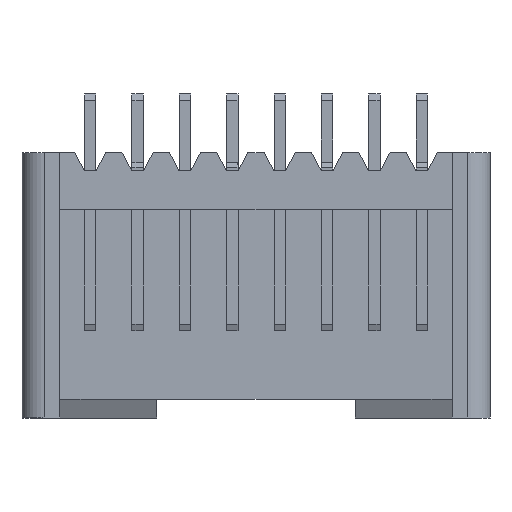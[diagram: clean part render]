
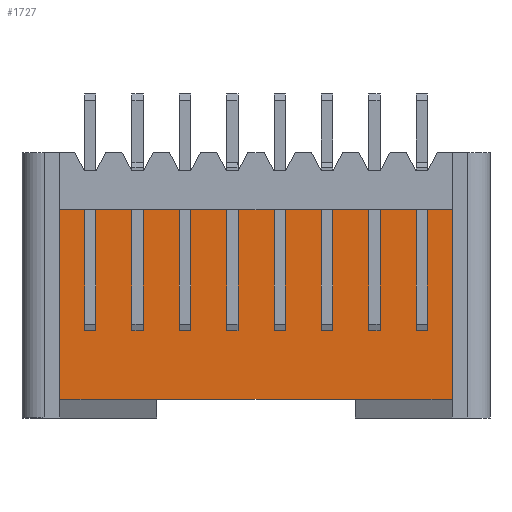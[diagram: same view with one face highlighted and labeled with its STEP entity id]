
A CAD part, front view. The second image highlights one B-rep face of the part: STEP entity #1727.
In plain terms, the highlighted planar face has unit normal (0, -1, 0).
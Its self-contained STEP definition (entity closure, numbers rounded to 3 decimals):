
#1467=CARTESIAN_POINT('',(7.1,6.5,-13.));
#1468=VERTEX_POINT('',#1467);
#1498=CARTESIAN_POINT('',(17.6,6.5,-13.));
#1499=VERTEX_POINT('',#1498);
#1500=CARTESIAN_POINT('',(17.6,6.5,-13.));
#1501=DIRECTION('',(-1.,0.,0.));
#1502=VECTOR('',#1501,10.5);
#1503=LINE('',#1500,#1502);
#1504=EDGE_CURVE('',#1499,#1468,#1503,.T.);
#1555=CARTESIAN_POINT('',(23.074,6.5,-13.));
#1556=VERTEX_POINT('',#1555);
#1563=CARTESIAN_POINT('',(23.074,6.5,-13.));
#1564=DIRECTION('',(-1.,0.,0.));
#1565=VECTOR('',#1564,5.474);
#1566=LINE('',#1563,#1565);
#1567=EDGE_CURVE('',#1556,#1499,#1566,.T.);
#1572=CARTESIAN_POINT('',(12.35,6.5,-7.));
#1573=DIRECTION('',(1.,0.,0.));
#1574=DIRECTION('',(0.,-1.,0.));
#1575=AXIS2_PLACEMENT_3D('',#1572,#1574,#1573);
#1576=PLANE('',#1575);
#1577=CARTESIAN_POINT('',(23.5,6.5,-13.178));
#1578=VERTEX_POINT('',#1577);
#1579=CARTESIAN_POINT('',(23.074,6.5,-13.));
#1580=CARTESIAN_POINT('',(23.155,6.5,-13.));
#1581=CARTESIAN_POINT('',(23.301,6.5,-13.046));
#1582=CARTESIAN_POINT('',(23.435,6.5,-13.129));
#1583=CARTESIAN_POINT('',(23.5,6.5,-13.178));
#1584=B_SPLINE_CURVE_WITH_KNOTS('',3,(#1579,#1580,#1581,#1582,#1583),.UNSPECIFIED.,.F.,.U.,(4,1,4),(0.,0.5,1.),.UNSPECIFIED.);
#1585=EDGE_CURVE('',#1556,#1578,#1584,.T.);
#1586=ORIENTED_EDGE('',*,*,#1585,.T.);
#1587=CARTESIAN_POINT('',(23.5,6.5,-2.));
#1588=VERTEX_POINT('',#1587);
#1589=CARTESIAN_POINT('',(23.5,6.5,-13.178));
#1590=DIRECTION('',(0.,0.,1.));
#1591=VECTOR('',#1590,11.178);
#1592=LINE('',#1589,#1591);
#1593=EDGE_CURVE('',#1578,#1588,#1592,.T.);
#1594=ORIENTED_EDGE('',*,*,#1593,.T.);
#1595=CARTESIAN_POINT('',(15.85,6.5,-2.));
#1596=VERTEX_POINT('',#1595);
#1597=CARTESIAN_POINT('',(23.5,6.5,-2.));
#1598=DIRECTION('',(-1.,0.,0.));
#1599=VECTOR('',#1598,7.65);
#1600=LINE('',#1597,#1599);
#1601=EDGE_CURVE('',#1588,#1596,#1600,.T.);
#1602=ORIENTED_EDGE('',*,*,#1601,.T.);
#1603=CARTESIAN_POINT('',(15.85,6.5,-2.5));
#1604=VERTEX_POINT('',#1603);
#1605=CARTESIAN_POINT('',(15.85,6.5,-2.));
#1606=DIRECTION('',(0.,0.,-1.));
#1607=VECTOR('',#1606,0.5);
#1608=LINE('',#1605,#1607);
#1609=EDGE_CURVE('',#1596,#1604,#1608,.T.);
#1610=ORIENTED_EDGE('',*,*,#1609,.T.);
#1611=CARTESIAN_POINT('',(14.85,6.5,-2.5));
#1612=VERTEX_POINT('',#1611);
#1613=CARTESIAN_POINT('',(15.85,6.5,-2.5));
#1614=DIRECTION('',(-1.,0.,0.));
#1615=VECTOR('',#1614,1.);
#1616=LINE('',#1613,#1615);
#1617=EDGE_CURVE('',#1604,#1612,#1616,.T.);
#1618=ORIENTED_EDGE('',*,*,#1617,.T.);
#1619=CARTESIAN_POINT('',(14.85,6.5,-2.));
#1620=VERTEX_POINT('',#1619);
#1621=CARTESIAN_POINT('',(14.85,6.5,-2.5));
#1622=DIRECTION('',(0.,0.,1.));
#1623=VECTOR('',#1622,0.5);
#1624=LINE('',#1621,#1623);
#1625=EDGE_CURVE('',#1612,#1620,#1624,.T.);
#1626=ORIENTED_EDGE('',*,*,#1625,.T.);
#1627=CARTESIAN_POINT('',(12.85,6.5,-2.));
#1628=VERTEX_POINT('',#1627);
#1629=CARTESIAN_POINT('',(14.85,6.5,-2.));
#1630=DIRECTION('',(-1.,0.,0.));
#1631=VECTOR('',#1630,2.);
#1632=LINE('',#1629,#1631);
#1633=EDGE_CURVE('',#1620,#1628,#1632,.T.);
#1634=ORIENTED_EDGE('',*,*,#1633,.T.);
#1635=CARTESIAN_POINT('',(12.85,6.5,-2.5));
#1636=VERTEX_POINT('',#1635);
#1637=CARTESIAN_POINT('',(12.85,6.5,-2.));
#1638=DIRECTION('',(0.,0.,-1.));
#1639=VECTOR('',#1638,0.5);
#1640=LINE('',#1637,#1639);
#1641=EDGE_CURVE('',#1628,#1636,#1640,.T.);
#1642=ORIENTED_EDGE('',*,*,#1641,.T.);
#1643=CARTESIAN_POINT('',(11.85,6.5,-2.5));
#1644=VERTEX_POINT('',#1643);
#1645=CARTESIAN_POINT('',(12.85,6.5,-2.5));
#1646=DIRECTION('',(-1.,0.,0.));
#1647=VECTOR('',#1646,1.);
#1648=LINE('',#1645,#1647);
#1649=EDGE_CURVE('',#1636,#1644,#1648,.T.);
#1650=ORIENTED_EDGE('',*,*,#1649,.T.);
#1651=CARTESIAN_POINT('',(11.85,6.5,-2.));
#1652=VERTEX_POINT('',#1651);
#1653=CARTESIAN_POINT('',(11.85,6.5,-2.5));
#1654=DIRECTION('',(0.,0.,1.));
#1655=VECTOR('',#1654,0.5);
#1656=LINE('',#1653,#1655);
#1657=EDGE_CURVE('',#1644,#1652,#1656,.T.);
#1658=ORIENTED_EDGE('',*,*,#1657,.T.);
#1659=CARTESIAN_POINT('',(9.85,6.5,-2.));
#1660=VERTEX_POINT('',#1659);
#1661=CARTESIAN_POINT('',(11.85,6.5,-2.));
#1662=DIRECTION('',(-1.,0.,0.));
#1663=VECTOR('',#1662,2.);
#1664=LINE('',#1661,#1663);
#1665=EDGE_CURVE('',#1652,#1660,#1664,.T.);
#1666=ORIENTED_EDGE('',*,*,#1665,.T.);
#1667=CARTESIAN_POINT('',(9.85,6.5,-2.5));
#1668=VERTEX_POINT('',#1667);
#1669=CARTESIAN_POINT('',(9.85,6.5,-2.));
#1670=DIRECTION('',(0.,0.,-1.));
#1671=VECTOR('',#1670,0.5);
#1672=LINE('',#1669,#1671);
#1673=EDGE_CURVE('',#1660,#1668,#1672,.T.);
#1674=ORIENTED_EDGE('',*,*,#1673,.T.);
#1675=CARTESIAN_POINT('',(8.85,6.5,-2.5));
#1676=VERTEX_POINT('',#1675);
#1677=CARTESIAN_POINT('',(9.85,6.5,-2.5));
#1678=DIRECTION('',(-1.,0.,0.));
#1679=VECTOR('',#1678,1.);
#1680=LINE('',#1677,#1679);
#1681=EDGE_CURVE('',#1668,#1676,#1680,.T.);
#1682=ORIENTED_EDGE('',*,*,#1681,.T.);
#1683=CARTESIAN_POINT('',(8.85,6.5,-2.));
#1684=VERTEX_POINT('',#1683);
#1685=CARTESIAN_POINT('',(8.85,6.5,-2.5));
#1686=DIRECTION('',(0.,0.,1.));
#1687=VECTOR('',#1686,0.5);
#1688=LINE('',#1685,#1687);
#1689=EDGE_CURVE('',#1676,#1684,#1688,.T.);
#1690=ORIENTED_EDGE('',*,*,#1689,.T.);
#1691=CARTESIAN_POINT('',(1.2,6.5,-2.));
#1692=VERTEX_POINT('',#1691);
#1693=CARTESIAN_POINT('',(8.85,6.5,-2.));
#1694=DIRECTION('',(-1.,0.,0.));
#1695=VECTOR('',#1694,7.65);
#1696=LINE('',#1693,#1695);
#1697=EDGE_CURVE('',#1684,#1692,#1696,.T.);
#1698=ORIENTED_EDGE('',*,*,#1697,.T.);
#1699=CARTESIAN_POINT('',(1.2,6.5,-13.178));
#1700=VERTEX_POINT('',#1699);
#1701=CARTESIAN_POINT('',(1.2,6.5,-2.));
#1702=DIRECTION('',(0.,0.,-1.));
#1703=VECTOR('',#1702,11.178);
#1704=LINE('',#1701,#1703);
#1705=EDGE_CURVE('',#1692,#1700,#1704,.T.);
#1706=ORIENTED_EDGE('',*,*,#1705,.T.);
#1707=CARTESIAN_POINT('',(1.626,6.5,-13.));
#1708=VERTEX_POINT('',#1707);
#1709=CARTESIAN_POINT('',(1.2,6.5,-13.178));
#1710=CARTESIAN_POINT('',(1.265,6.5,-13.129));
#1711=CARTESIAN_POINT('',(1.399,6.5,-13.046));
#1712=CARTESIAN_POINT('',(1.545,6.5,-13.));
#1713=CARTESIAN_POINT('',(1.626,6.5,-13.));
#1714=B_SPLINE_CURVE_WITH_KNOTS('',3,(#1709,#1710,#1711,#1712,#1713),.UNSPECIFIED.,.F.,.U.,(4,1,4),(0.,0.5,1.),.UNSPECIFIED.);
#1715=EDGE_CURVE('',#1700,#1708,#1714,.T.);
#1716=ORIENTED_EDGE('',*,*,#1715,.T.);
#1717=CARTESIAN_POINT('',(1.626,6.5,-13.));
#1718=DIRECTION('',(1.,0.,0.));
#1719=VECTOR('',#1718,5.474);
#1720=LINE('',#1717,#1719);
#1721=EDGE_CURVE('',#1708,#1468,#1720,.T.);
#1722=ORIENTED_EDGE('',*,*,#1721,.T.);
#1723=ORIENTED_EDGE('',*,*,#1504,.F.);
#1724=ORIENTED_EDGE('',*,*,#1567,.F.);
#1725=EDGE_LOOP('',(#1586,#1594,#1602,#1610,#1618,#1626,#1634,#1642,#1650,#1658,#1666,#1674,#1682,#1690,#1698,#1706,#1716,#1722,#1723,#1724));
#1726=FACE_OUTER_BOUND('',#1725,.T.);
#1727=ADVANCED_FACE('',(#1726),#1576,.T.);
